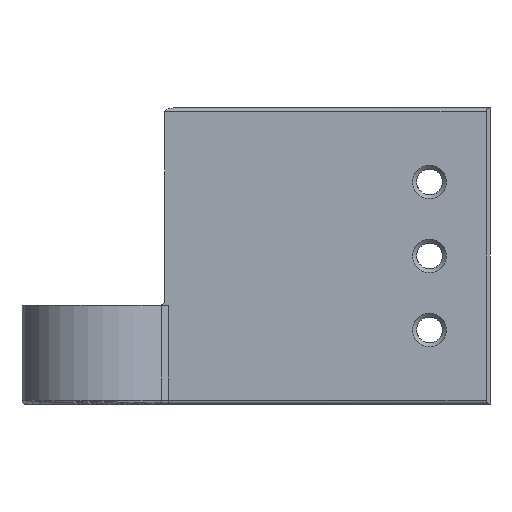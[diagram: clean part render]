
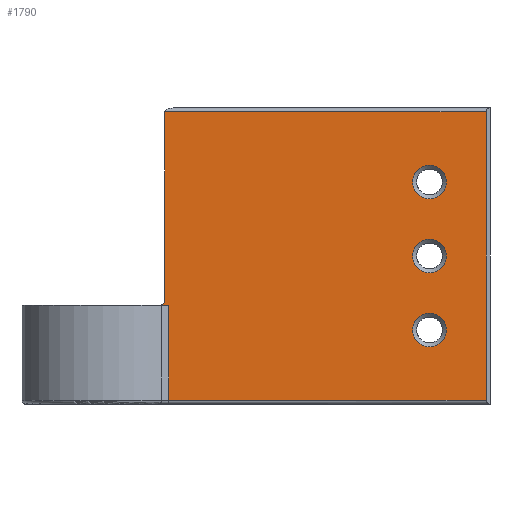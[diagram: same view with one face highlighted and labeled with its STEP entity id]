
A CAD part, left-side view. The second image highlights one B-rep face of the part: STEP entity #1790.
In plain terms, the highlighted planar face has unit normal (-1, 0, 0).
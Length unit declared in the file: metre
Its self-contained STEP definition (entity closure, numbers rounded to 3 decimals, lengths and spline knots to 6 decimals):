
#59=PLANE('',#1942);
#116=CIRCLE('',#1943,0.004264);
#117=CIRCLE('',#1944,0.004264);
#118=CIRCLE('',#1945,0.004264);
#204=B_SPLINE_CURVE_WITH_KNOTS('',3,(#2961,#2962,#2963,#2964,#2965,#2966),
 .UNSPECIFIED.,.F.,.F.,(4,1,1,4),(0.,0.000544,0.001087,
0.002175),.UNSPECIFIED.);
#285=ORIENTED_EDGE('',*,*,#761,.T.);
#286=ORIENTED_EDGE('',*,*,#762,.T.);
#287=ORIENTED_EDGE('',*,*,#763,.T.);
#288=ORIENTED_EDGE('',*,*,#764,.T.);
#289=ORIENTED_EDGE('',*,*,#765,.T.);
#290=ORIENTED_EDGE('',*,*,#766,.T.);
#291=ORIENTED_EDGE('',*,*,#767,.T.);
#292=ORIENTED_EDGE('',*,*,#768,.T.);
#293=ORIENTED_EDGE('',*,*,#769,.T.);
#294=ORIENTED_EDGE('',*,*,#770,.T.);
#761=EDGE_CURVE('',#997,#997,#116,.F.);
#762=EDGE_CURVE('',#998,#998,#117,.F.);
#763=EDGE_CURVE('',#999,#999,#118,.F.);
#764=EDGE_CURVE('',#1000,#1001,#1156,.T.);
#765=EDGE_CURVE('',#1001,#1002,#1157,.T.);
#766=EDGE_CURVE('',#1002,#1003,#1158,.T.);
#767=EDGE_CURVE('',#1003,#1004,#204,.T.);
#768=EDGE_CURVE('',#1004,#1005,#1159,.T.);
#769=EDGE_CURVE('',#1005,#1006,#1160,.T.);
#770=EDGE_CURVE('',#1006,#1000,#1161,.F.);
#997=VERTEX_POINT('',#2949);
#998=VERTEX_POINT('',#2951);
#999=VERTEX_POINT('',#2953);
#1000=VERTEX_POINT('',#2955);
#1001=VERTEX_POINT('',#2956);
#1002=VERTEX_POINT('',#2958);
#1003=VERTEX_POINT('',#2960);
#1004=VERTEX_POINT('',#2967);
#1005=VERTEX_POINT('',#2969);
#1006=VERTEX_POINT('',#2971);
#1156=LINE('',#2954,#1272);
#1157=LINE('',#2957,#1273);
#1158=LINE('',#2959,#1274);
#1159=LINE('',#2968,#1275);
#1160=LINE('',#2970,#1276);
#1161=LINE('',#2972,#1277);
#1272=VECTOR('',#2251,1.);
#1273=VECTOR('',#2252,1.);
#1274=VECTOR('',#2253,1.);
#1275=VECTOR('',#2254,1.);
#1276=VECTOR('',#2255,1.);
#1277=VECTOR('',#2256,1.);
#1379=EDGE_LOOP('',(#285));
#1380=EDGE_LOOP('',(#286));
#1381=EDGE_LOOP('',(#287));
#1382=EDGE_LOOP('',(#288,#289,#290,#291,#292,#293,#294));
#1559=FACE_BOUND('',#1379,.T.);
#1560=FACE_BOUND('',#1380,.T.);
#1561=FACE_BOUND('',#1381,.T.);
#1562=FACE_BOUND('',#1382,.T.);
#1790=ADVANCED_FACE('',(#1559,#1560,#1561,#1562),#59,.T.);
#1942=AXIS2_PLACEMENT_3D('',#2947,#2243,#2244);
#1943=AXIS2_PLACEMENT_3D('',#2948,#2245,#2246);
#1944=AXIS2_PLACEMENT_3D('',#2950,#2247,#2248);
#1945=AXIS2_PLACEMENT_3D('',#2952,#2249,#2250);
#2243=DIRECTION('',(-1.,0.,0.));
#2244=DIRECTION('',(0.,-1.,0.));
#2245=DIRECTION('',(-1.,0.,0.));
#2246=DIRECTION('',(0.,-1.,0.));
#2247=DIRECTION('',(-1.,0.,0.));
#2248=DIRECTION('',(0.,-1.,0.));
#2249=DIRECTION('',(-1.,0.,0.));
#2250=DIRECTION('',(0.,-1.,0.));
#2251=DIRECTION('',(0.,0.,1.));
#2252=DIRECTION('',(0.,1.,0.));
#2253=DIRECTION('',(0.,0.,-1.));
#2254=DIRECTION('',(0.,-1.,0.));
#2255=DIRECTION('',(0.,0.,-1.));
#2256=DIRECTION('',(0.,1.,0.));
#2947=CARTESIAN_POINT('',(-0.0179,0.0026,0.075));
#2948=CARTESIAN_POINT('',(-0.0179,0.0026,0.05625));
#2949=CARTESIAN_POINT('',(-0.0179,-0.001664,0.05625));
#2950=CARTESIAN_POINT('',(-0.0179,0.0026,0.0375));
#2951=CARTESIAN_POINT('',(-0.0179,-0.001664,0.0375));
#2952=CARTESIAN_POINT('',(-0.0179,0.0026,0.01875));
#2953=CARTESIAN_POINT('',(-0.0179,-0.001664,0.01875));
#2954=CARTESIAN_POINT('',(-0.0179,-0.0117,0.075));
#2955=CARTESIAN_POINT('',(-0.0179,-0.0117,0.001));
#2956=CARTESIAN_POINT('',(-0.0179,-0.0117,0.074));
#2957=CARTESIAN_POINT('',(-0.0179,0.0026,0.074));
#2958=CARTESIAN_POINT('',(-0.0179,0.069643,0.074));
#2959=CARTESIAN_POINT('',(-0.0179,0.069643,0.075));
#2960=CARTESIAN_POINT('',(-0.0179,0.069643,0.026));
#2961=CARTESIAN_POINT('',(-0.0179,0.069643,0.026));
#2962=CARTESIAN_POINT('',(-0.0179,0.069643,0.025815));
#2963=CARTESIAN_POINT('',(-0.0179,0.069822,0.025472));
#2964=CARTESIAN_POINT('',(-0.0179,0.070454,0.025084));
#2965=CARTESIAN_POINT('',(-0.0179,0.071001,0.025));
#2966=CARTESIAN_POINT('',(-0.0179,0.071365,0.025));
#2967=CARTESIAN_POINT('',(-0.0179,0.071365,0.025));
#2968=CARTESIAN_POINT('',(-0.0179,0.043938,0.025));
#2969=CARTESIAN_POINT('',(-0.0179,0.068643,0.025));
#2970=CARTESIAN_POINT('',(-0.0179,0.068643,0.075));
#2971=CARTESIAN_POINT('',(-0.0179,0.068643,0.001));
#2972=CARTESIAN_POINT('',(-0.0179,-0.0117,0.001));
